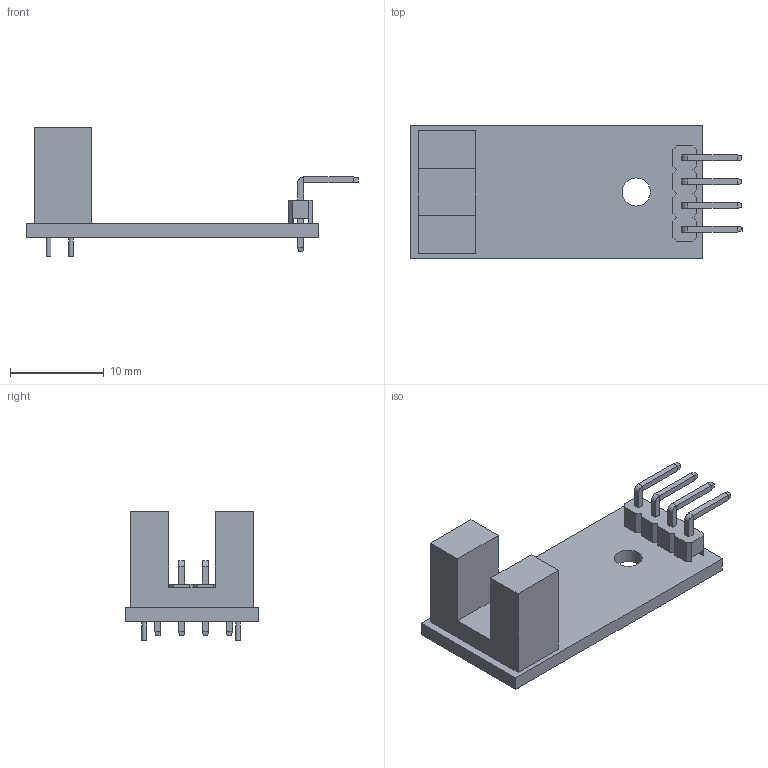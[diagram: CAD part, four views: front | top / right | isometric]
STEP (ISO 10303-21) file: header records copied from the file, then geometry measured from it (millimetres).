
FILE_DESCRIPTION(/* description */ (''),/* implementation_level */ '2;1');
FILE_NAME(/* name */ 'Interrupt Sensor.step',/* time_stamp */ '2022-05-10T17:07:36-07:00',/* author */ (''),/* organization */ (''),/* preprocessor_version */ 'ST-DEVELOPER v18.1',/* originating_system */ 'Autodesk Translation Framework v10.14.0.1471',/* authorisation */ '');
FILE_SCHEMA (('AUTOMOTIVE_DESIGN { 1 0 10303 214 3 1 1 }'));
Length unit declared in the file: millimetre
Products named in the file (4): Interrupt Sensor; 2.54 mm crooked Male Header Dupont Pins, 90°, 1X4 v
1; Base, 2.54 mm Male Header Dupont Pins, Configurable_1X4; Pin, 2.54 mm Male Header Dupont Pins, Configurable
Assembly tree (6 placements, depth 3):
  Interrupt Sensor
    2.54 mm crooked Male Header Dupont Pins, 90°, 1X4 v
1
      Base, 2.54 mm Male Header Dupont Pins, Configurable_1X4
      Pin, 2.54 mm Male Header Dupont Pins, Configurable  x4
Bounding box: 35.45 x 14.3 x 13.8 mm (x, y, z)
Volume: 1312.7 mm3; surface area: 1904.7 mm2
Topology: 15 solids, 15 shells, 157 faces, 349 edges, 222 vertices
Faces by surface type: plane 148, cylinder 9
Full cylindrical faces by diameter (mm): 0.5 x4, 3 x1
Entity records: 2904 total; most frequent: CARTESIAN_POINT 486, ORIENTED_EDGE 458, DIRECTION 455, EDGE_CURVE 229, LINE 217, VECTOR 217, VERTEX_POINT 150, AXIS2_PLACEMENT_3D 119
